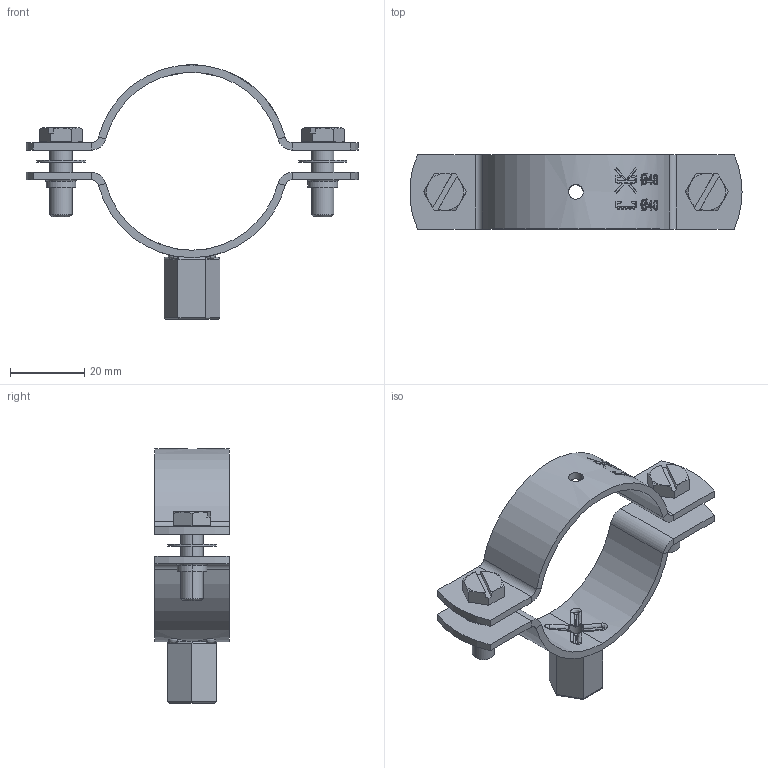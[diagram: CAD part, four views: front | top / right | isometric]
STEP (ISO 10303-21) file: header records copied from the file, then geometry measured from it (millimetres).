
FILE_DESCRIPTION (( 'STEP AP214' ), '1' );
FILE_NAME ('30179048.STEP', '2022-10-27T06:48:16', ( '' ), ( '' ), 'SwSTEP 2.0', 'SolidWorks 2021', '' );
FILE_SCHEMA (( 'AUTOMOTIVE_DESIGN' ));
Length unit declared in the file: millimetre
Products named in the file (7): Clamp^8110130048; 9519002599; 9735013060; 8110130048; 8020130048; 9541506020; 30179048
Assembly tree (8 placements, depth 3):
  30179048
    8110130048
      Clamp^8110130048
      9519002599
    8020130048
    9541506020  x2
    9735013060  x2
Bounding box: 89.54 x 20 x 68.59 mm (x, y, z)
Volume: 11862.6 mm3; surface area: 12900.5 mm2
Topology: 7 solids, 7 shells, 473 faces, 1213 edges, 774 vertices
Faces by surface type: bspline 166, plane 154, cylinder 111, cone 30, torus 12
Entity records: 25238 total; most frequent: CARTESIAN_POINT 16089, ORIENTED_EDGE 2172, DIRECTION 1274, EDGE_CURVE 1086, VERTEX_POINT 693, B_SPLINE_CURVE_WITH_KNOTS 555, AXIS2_PLACEMENT_3D 488, EDGE_LOOP 455
